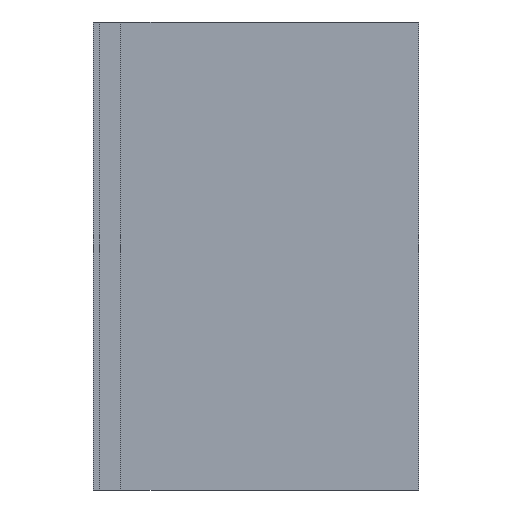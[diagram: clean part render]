
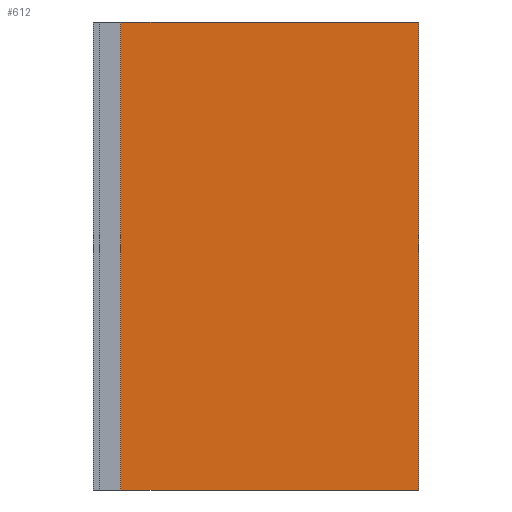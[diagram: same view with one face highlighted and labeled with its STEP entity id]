
A CAD part, left-side view. The second image highlights one B-rep face of the part: STEP entity #612.
In plain terms, the highlighted planar face has unit normal (-1, 0, 0).
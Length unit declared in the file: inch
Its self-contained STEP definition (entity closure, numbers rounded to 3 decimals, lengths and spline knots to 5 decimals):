
#22=FACE_OUTER_BOUND('',#60,.T.);
#60=EDGE_LOOP('',(#418,#419,#420,#421));
#94=LINE('',#861,#178);
#98=LINE('',#869,#182);
#104=LINE('',#880,#188);
#105=LINE('',#882,#189);
#178=VECTOR('',#699,0.014);
#182=VECTOR('',#705,0.022);
#188=VECTOR('',#715,0.022);
#189=VECTOR('',#718,0.014);
#262=VERTEX_POINT('',#859);
#263=VERTEX_POINT('',#860);
#266=VERTEX_POINT('',#868);
#269=VERTEX_POINT('',#878);
#318=EDGE_CURVE('',#262,#263,#94,.T.);
#322=EDGE_CURVE('',#266,#263,#98,.T.);
#328=EDGE_CURVE('',#262,#269,#104,.T.);
#329=EDGE_CURVE('',#266,#269,#105,.T.);
#418=ORIENTED_EDGE('',*,*,#328,.T.);
#419=ORIENTED_EDGE('',*,*,#329,.F.);
#420=ORIENTED_EDGE('',*,*,#322,.T.);
#421=ORIENTED_EDGE('',*,*,#318,.F.);
#574=PLANE('',#661);
#612=ADVANCED_FACE('',(#22),#574,.T.);
#661=AXIS2_PLACEMENT_3D('',#881,#716,#717);
#699=DIRECTION('',(0.,1.,0.));
#705=DIRECTION('',(0.,0.,-1.));
#715=DIRECTION('',(0.,0.,1.));
#716=DIRECTION('center_axis',(-1.,0.,0.));
#717=DIRECTION('ref_axis',(0.,-1.,0.));
#718=DIRECTION('',(0.,-1.,0.));
#859=CARTESIAN_POINT('',(-0.021,0.,-0.011));
#860=CARTESIAN_POINT('',(-0.021,0.014,-0.011));
#861=CARTESIAN_POINT('',(-0.021,0.014,-0.011));
#868=CARTESIAN_POINT('',(-0.021,0.014,0.011));
#869=CARTESIAN_POINT('',(-0.021,0.014,0.));
#878=CARTESIAN_POINT('',(-0.021,0.,0.011));
#880=CARTESIAN_POINT('',(-0.021,0.,0.));
#881=CARTESIAN_POINT('Origin',(-0.021,0.014,0.));
#882=CARTESIAN_POINT('',(-0.021,0.014,0.011));
